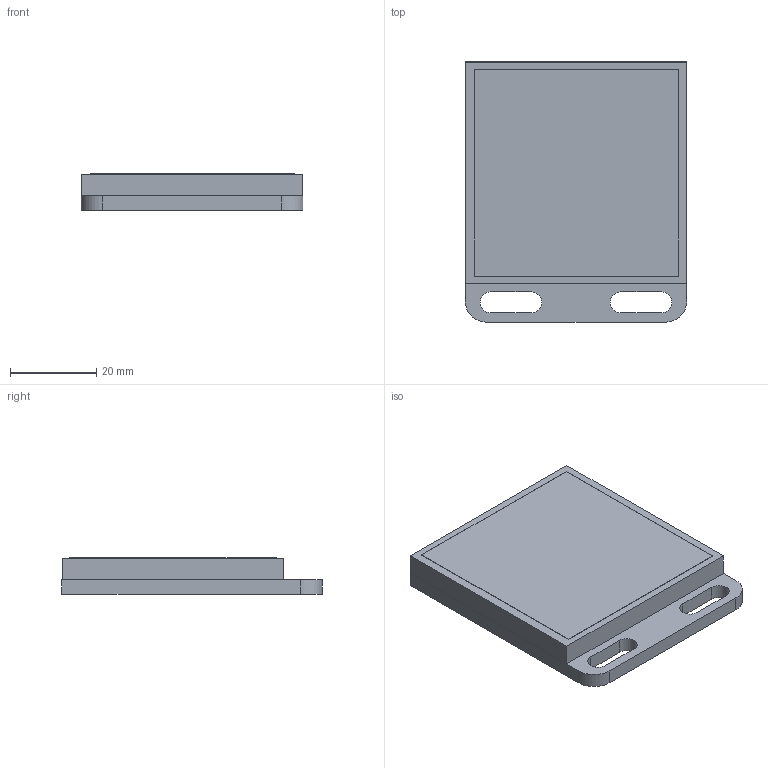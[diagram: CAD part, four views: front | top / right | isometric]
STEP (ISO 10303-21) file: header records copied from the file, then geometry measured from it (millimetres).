
FILE_DESCRIPTION((''),'2;1');
FILE_NAME('CAD6844','2020-05-13T12:14:03',('cludewig'),(''),'CREO PARAMETRIC BY PTC INC, 2019292','CREO PARAMETRIC BY PTC INC, 2019292','');
FILE_SCHEMA(('CONFIG_CONTROL_DESIGN','SHAPE_APPEARANCE_LAYERS_GROUPS'));
Length unit declared in the file: millimetre
Products named in the file (1): CAD6844
Bounding box: 51.4 x 60.3 x 8.5 mm (x, y, z)
Volume: 23429.2 mm3; surface area: 7943.6 mm2
Topology: 1 solids, 1 shells, 28 faces, 74 edges, 50 vertices
Faces by surface type: plane 20, cylinder 8
Entity records: 1149 total; most frequent: CARTESIAN_POINT 152, DIRECTION 148, ORIENTED_EDGE 148, EDGE_CURVE 74, VECTOR 56, LINE 56, VERTEX_POINT 50, AXIS2_PLACEMENT_3D 46
